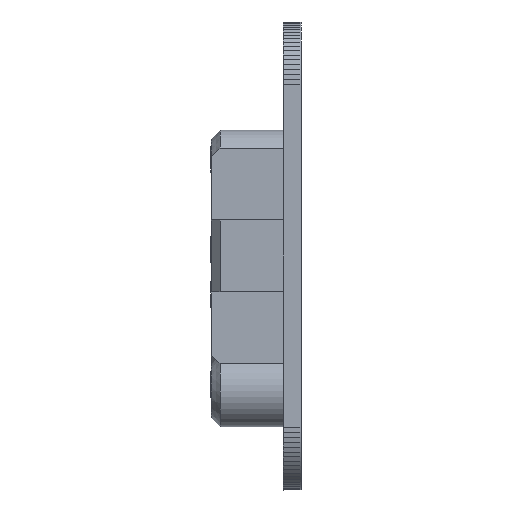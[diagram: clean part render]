
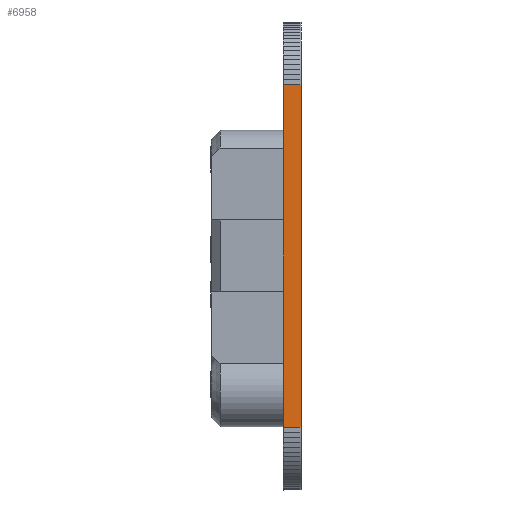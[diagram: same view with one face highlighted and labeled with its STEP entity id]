
A CAD part, left-side view. The second image highlights one B-rep face of the part: STEP entity #6958.
In plain terms, the highlighted planar face has unit normal (-1, 0, 0).
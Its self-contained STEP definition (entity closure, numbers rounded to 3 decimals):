
#559=FACE_OUTER_BOUND('',#917,.T.);
#917=EDGE_LOOP('',(#5623,#5624,#5625,#5626));
#1592=LINE('',#11478,#2434);
#1593=LINE('',#11481,#2435);
#1594=LINE('',#11483,#2436);
#1595=LINE('',#11484,#2437);
#2434=VECTOR('',#8355,10.);
#2435=VECTOR('',#8358,10.);
#2436=VECTOR('',#8359,10.);
#2437=VECTOR('',#8360,10.);
#3208=VERTEX_POINT('',#11474);
#3209=VERTEX_POINT('',#11476);
#3210=VERTEX_POINT('',#11480);
#3211=VERTEX_POINT('',#11482);
#4103=EDGE_CURVE('',#3208,#3209,#1592,.T.);
#4104=EDGE_CURVE('',#3210,#3208,#1593,.T.);
#4105=EDGE_CURVE('',#3211,#3209,#1594,.T.);
#4106=EDGE_CURVE('',#3210,#3211,#1595,.T.);
#5623=ORIENTED_EDGE('',*,*,#4104,.T.);
#5624=ORIENTED_EDGE('',*,*,#4103,.T.);
#5625=ORIENTED_EDGE('',*,*,#4105,.F.);
#5626=ORIENTED_EDGE('',*,*,#4106,.F.);
#6612=PLANE('',#7297);
#6958=ADVANCED_FACE('',(#559),#6612,.T.);
#7297=AXIS2_PLACEMENT_3D('',#11479,#8356,#8357);
#8355=DIRECTION('',(0.,1.,0.));
#8356=DIRECTION('center_axis',(-1.,0.,0.));
#8357=DIRECTION('ref_axis',(0.,0.,1.));
#8358=DIRECTION('',(0.,0.,1.));
#8359=DIRECTION('',(0.,0.,1.));
#8360=DIRECTION('',(0.,1.,0.));
#11474=CARTESIAN_POINT('',(-66.,5.3,24.021));
#11476=CARTESIAN_POINT('',(-66.,7.3,24.021));
#11478=CARTESIAN_POINT('',(-66.,5.3,24.021));
#11479=CARTESIAN_POINT('Origin',(-66.,5.3,-14.021));
#11480=CARTESIAN_POINT('',(-66.,5.3,-14.021));
#11481=CARTESIAN_POINT('',(-66.,5.3,-14.021));
#11482=CARTESIAN_POINT('',(-66.,7.3,-14.021));
#11483=CARTESIAN_POINT('',(-66.,7.3,-14.021));
#11484=CARTESIAN_POINT('',(-66.,5.3,-14.021));
